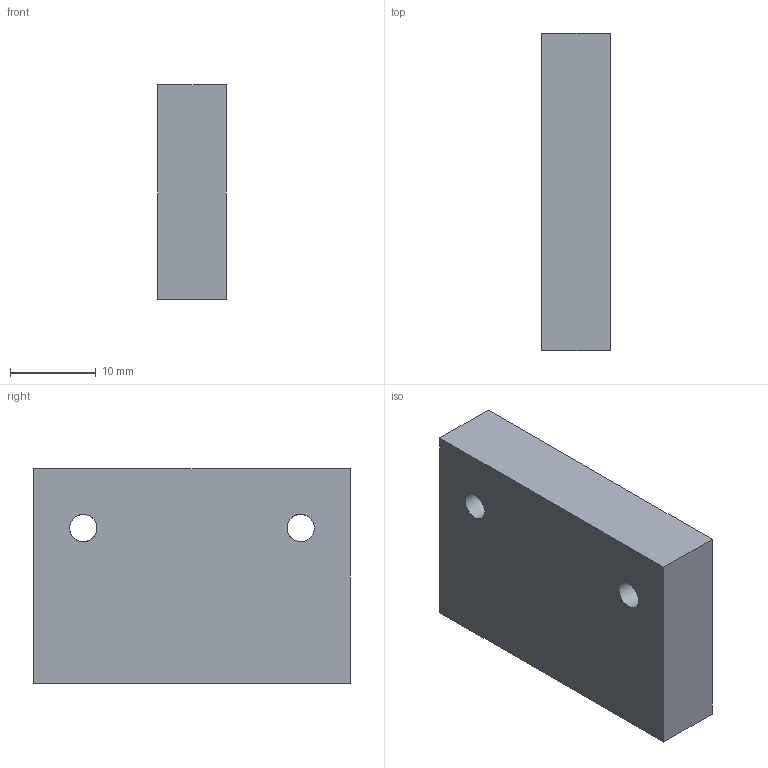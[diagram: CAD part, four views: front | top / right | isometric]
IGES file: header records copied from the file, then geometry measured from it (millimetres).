
Start section: SolidWorks IGES file using analytic representation for surfaces
Global section: file name: 131_SA9Z-A02.IGS; native system: SolidWorks 2019; preprocessor: SolidWorks 2019; author: 1003660; date: 220104.115922; units: millimetre
Bounding box: 8 x 37 x 25 mm (x, y, z)
Surface area: 3577.7 mm2 (no closed solid volume)
Topology: 0 solids, 0 shells, 18 faces, 231 edges, 223 vertices
Faces by surface type: revolution 9, bspline 9
